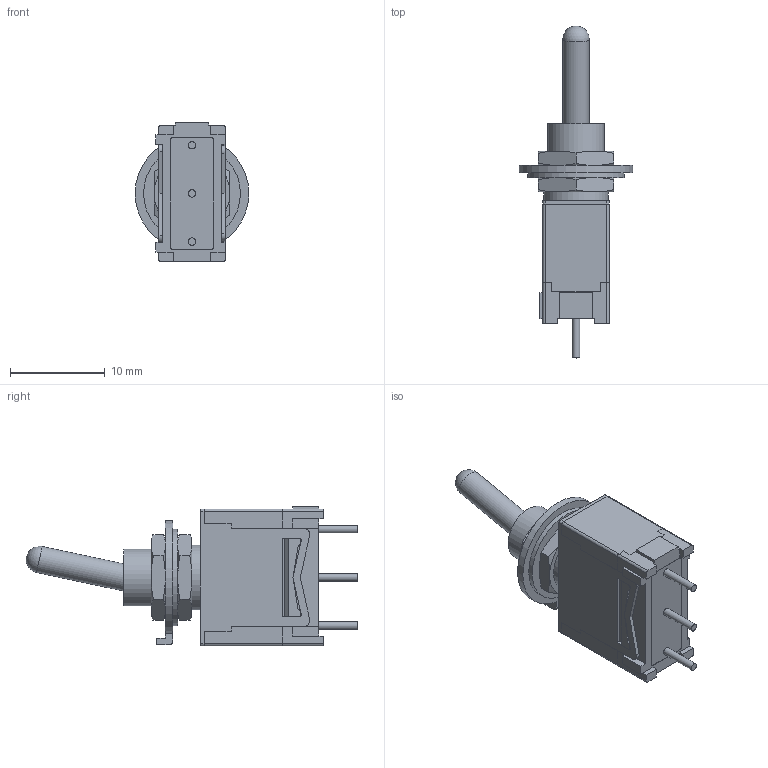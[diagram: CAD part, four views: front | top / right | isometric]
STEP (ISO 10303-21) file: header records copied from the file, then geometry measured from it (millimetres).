
FILE_DESCRIPTION(/* description */ ('STEP AP214'),/* implementation_level */ '2;1');
FILE_NAME(/* name */ 'D22012P',/* time_stamp */ '2022-10-05T20:58:22+02:00',/* author */ ('License CC BY-ND 4.0'),/* organization */ ('CADENAS'),/* preprocessor_version */ 'ST-DEVELOPER v18.102',/* originating_system */ 'PARTsolutions',/* authorisation */ ' ');
FILE_SCHEMA (('AUTOMOTIVE_DESIGN {1 0 10303 214 3 1 1}'));
Length unit declared in the file: inch
Products named in the file (10): D22012P; AT513M-D2; AT507M-D2; AT509-D2; D220-toggles; D220P-bushing; D2201-frame; D2201-P-terminal; D2201-P-bottom_body; D2201-top_body
Assembly tree (10 placements, depth 2):
  D22012P
    AT513M-D2  x2
    AT507M-D2
    AT509-D2
    D220-toggles
    D220P-bushing
    D2201-frame
    D2201-P-terminal
    D2201-P-bottom_body
    D2201-top_body
Bounding box: 11.99 x 34.98 x 14.71 mm (x, y, z)
Volume: 1638 mm3; surface area: 2790 mm2
Topology: 10 solids, 10 shells, 297 faces, 795 edges, 526 vertices
Faces by surface type: plane 198, cylinder 70, cone 28, sphere 1
Full cylindrical faces by diameter (mm): 0.787 x6, 2.794 x1, 4.445 x1, 4.917 x2, 10.211 x1
Entity records: 8765 total; most frequent: CARTESIAN_POINT 1564, ORIENTED_EDGE 1442, DIRECTION 1419, EDGE_CURVE 721, LINE 545, VECTOR 545, VERTEX_POINT 486, AXIS2_PLACEMENT_3D 437
